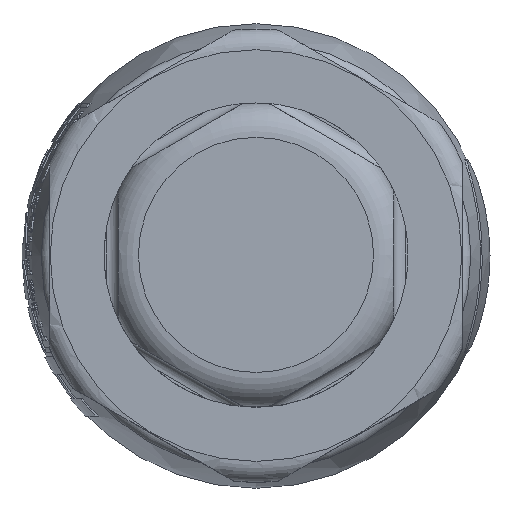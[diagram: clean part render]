
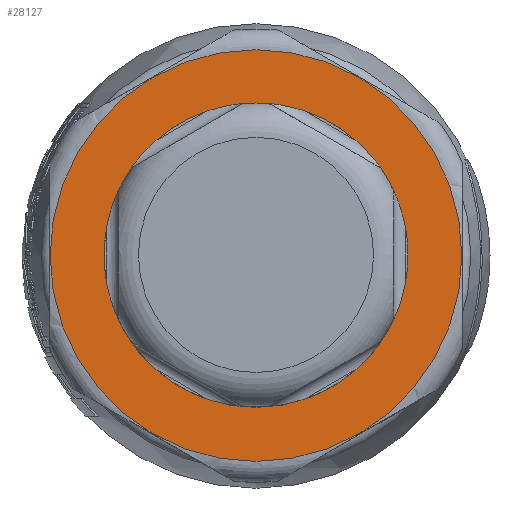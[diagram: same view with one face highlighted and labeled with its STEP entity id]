
A CAD part, top view. The second image highlights one B-rep face of the part: STEP entity #28127.
In plain terms, the highlighted planar face has unit normal (0, 0, 1).
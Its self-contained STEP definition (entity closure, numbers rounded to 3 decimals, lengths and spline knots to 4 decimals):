
#137=FACE_BOUND('',#7691,.T.);
#6144=FACE_OUTER_BOUND('',#7690,.T.);
#7690=EDGE_LOOP('',(#20733,#20734));
#7691=EDGE_LOOP('',(#20735,#20736));
#9038=CIRCLE('',#30044,1.13);
#9039=CIRCLE('',#30045,1.13);
#9053=CIRCLE('',#30062,1.795);
#9054=CIRCLE('',#30063,1.795);
#11085=VERTEX_POINT('',#47884);
#11086=VERTEX_POINT('',#47886);
#11104=VERTEX_POINT('',#48079);
#11105=VERTEX_POINT('',#48080);
#14512=EDGE_CURVE('',#11086,#11085,#9038,.T.);
#14513=EDGE_CURVE('',#11085,#11086,#9039,.T.);
#14534=EDGE_CURVE('',#11104,#11105,#9053,.T.);
#14535=EDGE_CURVE('',#11105,#11104,#9054,.T.);
#20733=ORIENTED_EDGE('',*,*,#14534,.T.);
#20734=ORIENTED_EDGE('',*,*,#14535,.T.);
#20735=ORIENTED_EDGE('',*,*,#14512,.T.);
#20736=ORIENTED_EDGE('',*,*,#14513,.T.);
#25579=PLANE('',#30089);
#28127=ADVANCED_FACE('',(#6144,#137),#25579,.T.);
#30044=AXIS2_PLACEMENT_3D('',#47887,#34486,#34487);
#30045=AXIS2_PLACEMENT_3D('',#47888,#34488,#34489);
#30062=AXIS2_PLACEMENT_3D('',#48081,#34523,#34524);
#30063=AXIS2_PLACEMENT_3D('',#48082,#34525,#34526);
#30089=AXIS2_PLACEMENT_3D('',#48301,#34590,#34591);
#34486=DIRECTION('center_axis',(0.,0.,
-1.));
#34487=DIRECTION('ref_axis',(0.,-1.,0.));
#34488=DIRECTION('center_axis',(0.,0.,
-1.));
#34489=DIRECTION('ref_axis',(0.,-1.,0.));
#34523=DIRECTION('center_axis',(0.,0.,
1.));
#34524=DIRECTION('ref_axis',(0.,-1.,0.));
#34525=DIRECTION('center_axis',(0.,0.,
1.));
#34526=DIRECTION('ref_axis',(0.,-1.,0.));
#34590=DIRECTION('center_axis',(0.,0.,
1.));
#34591=DIRECTION('ref_axis',(0.,1.,0.));
#47884=CARTESIAN_POINT('',(0.,-1.13,2.83));
#47886=CARTESIAN_POINT('',(0.,1.13,2.83));
#47887=CARTESIAN_POINT('Origin',(0.,0.,
2.83));
#47888=CARTESIAN_POINT('Origin',(0.,0.,
2.83));
#48079=CARTESIAN_POINT('',(0.,-1.795,2.83));
#48080=CARTESIAN_POINT('',(0.,1.795,2.83));
#48081=CARTESIAN_POINT('Origin',(0.,0.,
2.83));
#48082=CARTESIAN_POINT('Origin',(0.,0.,
2.83));
#48301=CARTESIAN_POINT('Origin',(-1.2,0.,2.83));
